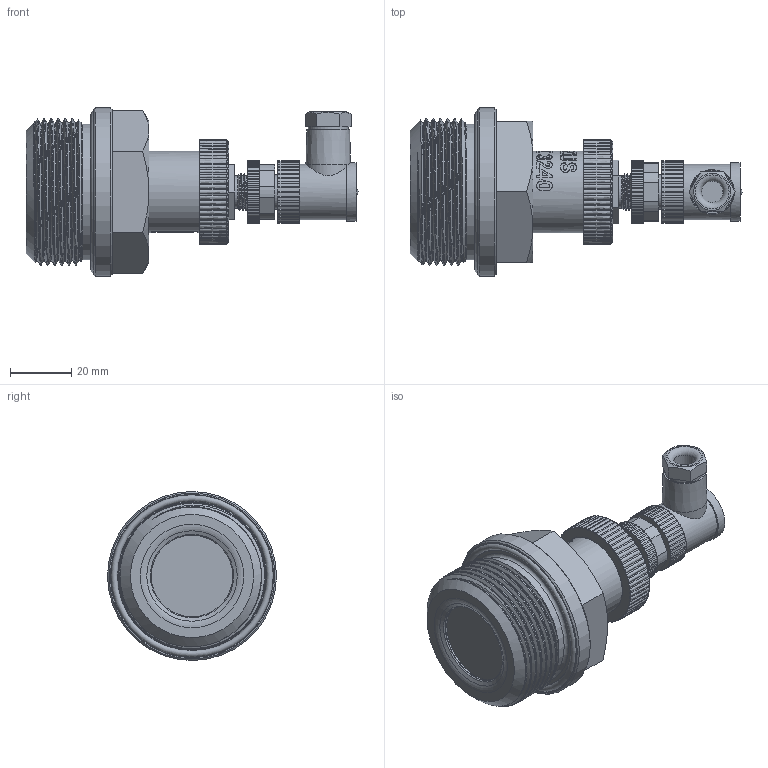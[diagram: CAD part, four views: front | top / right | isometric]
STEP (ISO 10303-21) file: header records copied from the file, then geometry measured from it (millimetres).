
FILE_DESCRIPTION(/* description */ (''),/* implementation_level */ '2;1');
FILE_NAME(/* name */ 'APZ3240_G1-1''2DIN-steel_M12x1-angular.step',/* time_stamp */ '2021-06-24T16:45:52+03:00',/* author */ (''),/* organization */ (''),/* preprocessor_version */ 'ST-DEVELOPER v18.1',/* originating_system */ 'Autodesk Translation Framework v10.9.0.1377',/* authorisation */ '');
FILE_SCHEMA (('AUTOMOTIVE_DESIGN { 1 0 10303 214 3 1 1 }'));
Products named in the file (7): апз 3240 заполненый; OMAL nut M27x1.5 v8; M12x1 male v16; M12x1 female angular v10; Ш100.000.002 v4; G1-1'2 DIN steel; Shell
Assembly tree (5 placements, depth 2):
  апз 3240 заполненый
    OMAL nut M27x1.5 v8
    M12x1 male v16
    M12x1 female angular v10
    Ш100.000.002 v4
    Shell
  G1-1'2 DIN steel
Bounding box: 108.06 x 55 x 55 mm (x, y, z)
Volume: 111180 mm3; surface area: 32773.4 mm2
Topology: 18 solids, 18 shells, 1016 faces, 2819 edges, 1890 vertices
Faces by surface type: bspline 451, cylinder 341, plane 176, cone 29, torus 18, sphere 1
Full cylindrical faces by diameter (mm): 1 x12, 1.5 x4, 7 x1, 8 x1, 8.2 x1, 9.471 x2, 10.6 x2, 10.741 x6, 11.035 x4, 11.156 x1, 11.884 x5, 12.152 x4, 13 x1, 14 x1, 14.137 x4, 14.526 x3, 15.85 x3, 16.203 x3, 18 x1, 19 x1, 21.4 x2, 22.3 x1, 24.5 x1, 25.132 x3, 25.526 x4, 26.5 x5, 27.208 x5, 33.8 x1, 34.737 x4, 35.884 x3
Entity records: 60643 total; most frequent: CARTESIAN_POINT 37775, ORIENTED_EDGE 5638, DIRECTION 3260, EDGE_CURVE 2819, VERTEX_POINT 1890, B_SPLINE_CURVE_WITH_KNOTS 1242, AXIS2_PLACEMENT_3D 1183, EDGE_LOOP 1085
